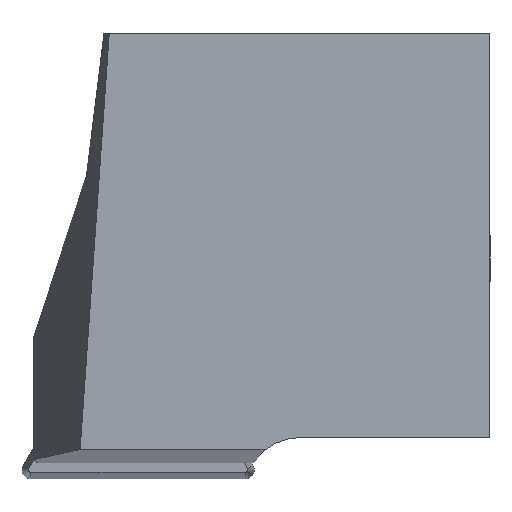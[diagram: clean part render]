
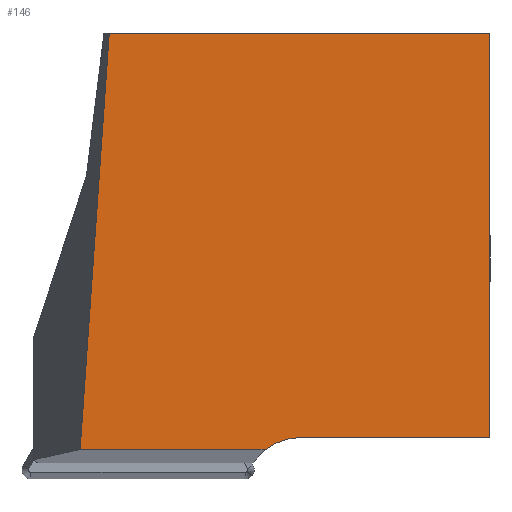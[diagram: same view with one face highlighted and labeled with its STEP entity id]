
A CAD part, front view. The second image highlights one B-rep face of the part: STEP entity #146.
In plain terms, the highlighted face is planar.
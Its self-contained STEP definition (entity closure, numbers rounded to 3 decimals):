
#146=ADVANCED_FACE('',(#205),#182,.F.);
#182=PLANE('',#801);
#205=FACE_OUTER_BOUND('',#231,.T.);
#231=EDGE_LOOP('',(#331,#332,#333,#334,#335,#336));
#276=CIRCLE('',#800,5.);
#331=ORIENTED_EDGE('',*,*,#556,.T.);
#332=ORIENTED_EDGE('',*,*,#557,.T.);
#333=ORIENTED_EDGE('',*,*,#558,.F.);
#334=ORIENTED_EDGE('',*,*,#559,.F.);
#335=ORIENTED_EDGE('',*,*,#554,.F.);
#336=ORIENTED_EDGE('',*,*,#560,.T.);
#488=VERTEX_POINT('',#1129);
#489=VERTEX_POINT('',#1131);
#490=VERTEX_POINT('',#1135);
#491=VERTEX_POINT('',#1136);
#492=VERTEX_POINT('',#1138);
#493=VERTEX_POINT('',#1140);
#554=EDGE_CURVE('',#488,#489,#631,.T.);
#556=EDGE_CURVE('',#490,#491,#633,.T.);
#557=EDGE_CURVE('',#491,#492,#634,.T.);
#558=EDGE_CURVE('',#493,#492,#635,.T.);
#559=EDGE_CURVE('',#489,#493,#636,.T.);
#560=EDGE_CURVE('',#488,#490,#276,.T.);
#631=LINE('',#1130,#686);
#633=LINE('',#1134,#688);
#634=LINE('',#1137,#689);
#635=LINE('',#1139,#690);
#636=LINE('',#1141,#691);
#686=VECTOR('',#906,1.);
#688=VECTOR('',#910,1.);
#689=VECTOR('',#911,1.);
#690=VECTOR('',#912,1.);
#691=VECTOR('',#913,1.);
#800=AXIS2_PLACEMENT_3D('',#1142,#914,#915);
#801=AXIS2_PLACEMENT_3D('',#1143,#916,#917);
#906=DIRECTION('',(-1.,0.,0.));
#910=DIRECTION('',(1.,0.,0.));
#911=DIRECTION('',(0.,1.,0.));
#912=DIRECTION('',(1.,0.,0.));
#913=DIRECTION('',(0.07,0.998,0.));
#914=DIRECTION('',(0.,0.,-1.));
#915=DIRECTION('',(1.,0.,0.));
#916=DIRECTION('',(0.,0.,-1.));
#917=DIRECTION('',(-1.,0.,0.));
#1129=CARTESIAN_POINT('',(-20.101,-37.354,0.));
#1130=CARTESIAN_POINT('',(-11.439,-37.354,0.));
#1131=CARTESIAN_POINT('',(-36.782,-37.354,0.));
#1134=CARTESIAN_POINT('',(-11.439,-36.3,0.));
#1135=CARTESIAN_POINT('',(-17.03,-36.3,0.));
#1136=CARTESIAN_POINT('',(0.,-36.3,0.));
#1137=CARTESIAN_POINT('',(0.,-1.852,0.));
#1138=CARTESIAN_POINT('',(0.,0.,0.));
#1139=CARTESIAN_POINT('',(-11.439,0.,0.));
#1140=CARTESIAN_POINT('',(-34.17,0.,0.));
#1141=CARTESIAN_POINT('',(-38.235,-58.126,0.));
#1142=CARTESIAN_POINT('',(-17.03,-41.3,0.));
#1143=CARTESIAN_POINT('',(-11.439,-60.,0.));
